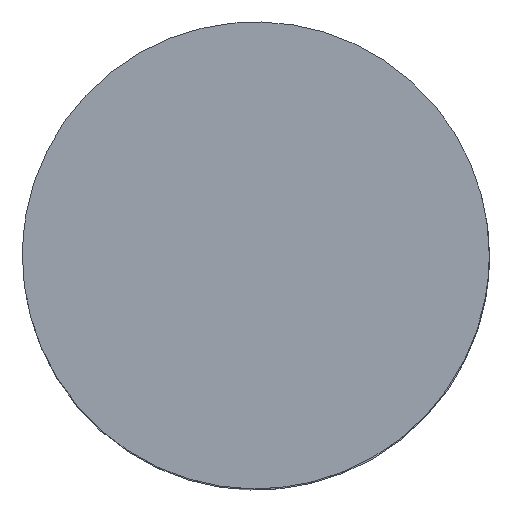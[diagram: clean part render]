
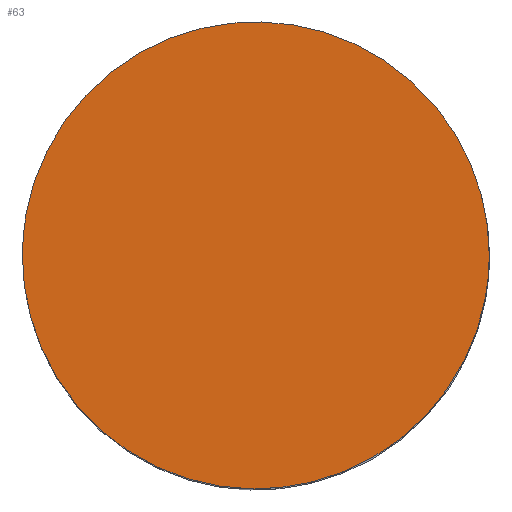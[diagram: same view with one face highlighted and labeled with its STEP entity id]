
A CAD part, top view. The second image highlights one B-rep face of the part: STEP entity #63.
In plain terms, the highlighted free-form (B-spline) face has degree [1, 1] with [2, 2] control points.
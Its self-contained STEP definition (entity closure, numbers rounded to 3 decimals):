
#26=(
BOUNDED_CURVE()
B_SPLINE_CURVE(2,(#639,#640,#641,#642,#643),.UNSPECIFIED.,.F.,.F.)
B_SPLINE_CURVE_WITH_KNOTS((3,2,3),(0.,274.889,549.779),
.UNSPECIFIED.)
CURVE()
GEOMETRIC_REPRESENTATION_ITEM()
RATIONAL_B_SPLINE_CURVE((1.,0.707,1.,0.707,1.))
REPRESENTATION_ITEM($)
);
#29=(
BOUNDED_CURVE()
B_SPLINE_CURVE(2,(#651,#652,#653,#654,#655),.UNSPECIFIED.,.F.,.F.)
B_SPLINE_CURVE_WITH_KNOTS((3,2,3),(549.779,824.668,1099.557),
.UNSPECIFIED.)
CURVE()
GEOMETRIC_REPRESENTATION_ITEM()
RATIONAL_B_SPLINE_CURVE((1.,0.707,1.,0.707,1.))
REPRESENTATION_ITEM($)
);
#63=ADVANCED_FACE($,(#87),#284,.T.);
#87=FACE_OUTER_BOUND($,#111,.T.);
#111=EDGE_LOOP($,(#191,#192));
#191=ORIENTED_EDGE($,*,*,#235,.T.);
#192=ORIENTED_EDGE($,*,*,#238,.T.);
#235=EDGE_CURVE($,#264,#266,#26,.T.);
#238=EDGE_CURVE($,#266,#264,#29,.T.);
#264=VERTEX_POINT($,#685);
#266=VERTEX_POINT($,#687);
#284=B_SPLINE_SURFACE_WITH_KNOTS($,1,1,((#670,#671),(#672,#673)),.UNSPECIFIED.,
.F.,.F.,.F.,(2,2),(2,2),(0.,350.),(-175.,
175.),.UNSPECIFIED.);
#639=CARTESIAN_POINT($,(56559.29,-21219.551,491.));
#640=CARTESIAN_POINT($,(56559.29,-21394.551,491.));
#641=CARTESIAN_POINT($,(56734.29,-21394.551,491.));
#642=CARTESIAN_POINT($,(56909.29,-21394.551,491.));
#643=CARTESIAN_POINT($,(56909.29,-21219.551,491.));
#651=CARTESIAN_POINT($,(56909.29,-21219.551,491.));
#652=CARTESIAN_POINT($,(56909.29,-21044.551,491.));
#653=CARTESIAN_POINT($,(56734.29,-21044.551,491.));
#654=CARTESIAN_POINT($,(56559.29,-21044.551,491.));
#655=CARTESIAN_POINT($,(56559.29,-21219.551,491.));
#670=CARTESIAN_POINT($,(56559.29,-21394.551,491.));
#671=CARTESIAN_POINT($,(56559.29,-21044.551,491.));
#672=CARTESIAN_POINT($,(56909.29,-21394.551,491.));
#673=CARTESIAN_POINT($,(56909.29,-21044.551,491.));
#685=CARTESIAN_POINT($,(56559.29,-21219.551,491.));
#687=CARTESIAN_POINT($,(56909.29,-21219.551,491.));
